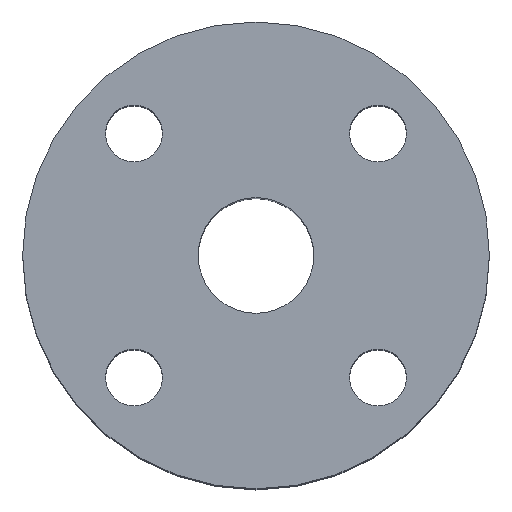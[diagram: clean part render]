
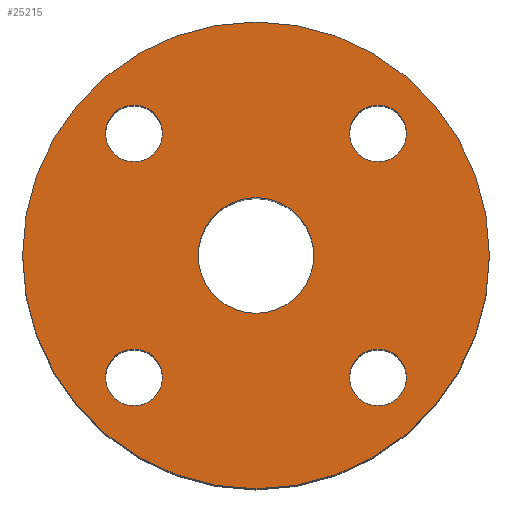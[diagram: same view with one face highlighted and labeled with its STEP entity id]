
A CAD part, top view. The second image highlights one B-rep face of the part: STEP entity #25215.
In plain terms, the highlighted planar face has unit normal (0, 0, 1).
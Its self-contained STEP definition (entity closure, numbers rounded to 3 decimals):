
#88 = FACE_BOUND ( 'NONE', #25752, .T. ) ;
#305 = CARTESIAN_POINT ( 'NONE',  ( 0., 0., 0. ) ) ;
#355 = CIRCLE ( 'NONE', #20312, 7. ) ;
#838 = CARTESIAN_POINT ( 'NONE',  ( -30.052, -30.052, 0. ) ) ;
#1127 = VERTEX_POINT ( 'NONE', #18109 ) ;
#1150 = AXIS2_PLACEMENT_3D ( 'NONE', #5942, #26491, #26932 ) ;
#1610 = CIRCLE ( 'NONE', #1150, 7. ) ;
#1800 = DIRECTION ( 'NONE',  ( 0., 1., 0. ) ) ;
#1817 = EDGE_CURVE ( 'NONE', #24506, #8275, #15460, .T. ) ;
#2026 = CARTESIAN_POINT ( 'NONE',  ( 0., 0., 0. ) ) ;
#2144 = CARTESIAN_POINT ( 'NONE',  ( 37.052, -30.052, 0. ) ) ;
#2280 = ORIENTED_EDGE ( 'NONE', *, *, #9077, .F. ) ;
#3115 = DIRECTION ( 'NONE',  ( 0., 0., 1. ) ) ;
#3348 = DIRECTION ( 'NONE',  ( 0., 0., 1. ) ) ;
#4093 = CARTESIAN_POINT ( 'NONE',  ( -23.052, 30.052, 0. ) ) ;
#4693 = DIRECTION ( 'NONE',  ( -1., 0., 0. ) ) ;
#4759 = DIRECTION ( 'NONE',  ( 0., 0., 1. ) ) ;
#4867 = EDGE_CURVE ( 'NONE', #22963, #21945, #23116, .T. ) ;
#5210 = CARTESIAN_POINT ( 'NONE',  ( 30.052, 30.052, 0. ) ) ;
#5891 = CIRCLE ( 'NONE', #26342, 14.25 ) ;
#5942 = CARTESIAN_POINT ( 'NONE',  ( 30.052, 30.052, 0. ) ) ;
#5960 = DIRECTION ( 'NONE',  ( 0., 0., 1. ) ) ;
#6067 = AXIS2_PLACEMENT_3D ( 'NONE', #838, #3348, #28496 ) ;
#6851 = VERTEX_POINT ( 'NONE', #28812 ) ;
#6891 = DIRECTION ( 'NONE',  ( 0., 0., 1. ) ) ;
#6927 = CARTESIAN_POINT ( 'NONE',  ( 0., 14.25, 0. ) ) ;
#7079 = FACE_OUTER_BOUND ( 'NONE', #23141, .T. ) ;
#7089 = DIRECTION ( 'NONE',  ( 1., 0., 0. ) ) ;
#7235 = EDGE_CURVE ( 'NONE', #1127, #8357, #355, .T. ) ;
#8214 = ORIENTED_EDGE ( 'NONE', *, *, #12674, .F. ) ;
#8275 = VERTEX_POINT ( 'NONE', #4093 ) ;
#8357 = VERTEX_POINT ( 'NONE', #21936 ) ;
#8424 = AXIS2_PLACEMENT_3D ( 'NONE', #2026, #13782, #7089 ) ;
#8612 = ORIENTED_EDGE ( 'NONE', *, *, #24409, .F. ) ;
#8634 = EDGE_CURVE ( 'NONE', #21945, #22963, #16527, .T. ) ;
#9029 = ORIENTED_EDGE ( 'NONE', *, *, #1817, .F. ) ;
#9077 = EDGE_CURVE ( 'NONE', #24163, #23081, #21273, .T. ) ;
#10523 = EDGE_LOOP ( 'NONE', ( #11795, #8214 ) ) ;
#11302 = EDGE_CURVE ( 'NONE', #27887, #6851, #19192, .T. ) ;
#11400 = FACE_BOUND ( 'NONE', #28431, .T. ) ;
#11795 = ORIENTED_EDGE ( 'NONE', *, *, #7235, .F. ) ;
#11799 = EDGE_CURVE ( 'NONE', #6851, #27887, #15850, .T. ) ;
#12495 = CARTESIAN_POINT ( 'NONE',  ( -23.052, -30.052, 0. ) ) ;
#12633 = CARTESIAN_POINT ( 'NONE',  ( -30.052, 30.052, 0. ) ) ;
#12674 = EDGE_CURVE ( 'NONE', #8357, #1127, #1610, .T. ) ;
#12770 = ORIENTED_EDGE ( 'NONE', *, *, #11302, .F. ) ;
#12917 = ORIENTED_EDGE ( 'NONE', *, *, #13974, .F. ) ;
#13782 = DIRECTION ( 'NONE',  ( 0., 0., 1. ) ) ;
#13797 = DIRECTION ( 'NONE',  ( 0., 0., 1. ) ) ;
#13974 = EDGE_CURVE ( 'NONE', #23081, #24163, #5891, .T. ) ;
#14144 = AXIS2_PLACEMENT_3D ( 'NONE', #15826, #6891, #25052 ) ;
#14286 = DIRECTION ( 'NONE',  ( 0., 0., 1. ) ) ;
#14504 = AXIS2_PLACEMENT_3D ( 'NONE', #12633, #28257, #28555 ) ;
#14637 = CIRCLE ( 'NONE', #18442, 7. ) ;
#15198 = CARTESIAN_POINT ( 'NONE',  ( -37.052, 30.052, 0. ) ) ;
#15377 = AXIS2_PLACEMENT_3D ( 'NONE', #22735, #13797, #25119 ) ;
#15460 = CIRCLE ( 'NONE', #14504, 7. ) ;
#15565 = FACE_BOUND ( 'NONE', #29265, .T. ) ;
#15785 = ORIENTED_EDGE ( 'NONE', *, *, #27991, .F. ) ;
#15826 = CARTESIAN_POINT ( 'NONE',  ( 0., 0., 0. ) ) ;
#15850 = CIRCLE ( 'NONE', #23455, 7. ) ;
#16013 = FACE_BOUND ( 'NONE', #10523, .T. ) ;
#16428 = DIRECTION ( 'NONE',  ( -1., 0., 0. ) ) ;
#16527 = CIRCLE ( 'NONE', #14144, 57.5 ) ;
#17622 = CARTESIAN_POINT ( 'NONE',  ( -37.052, -30.052, 0. ) ) ;
#17794 = VERTEX_POINT ( 'NONE', #12495 ) ;
#18109 = CARTESIAN_POINT ( 'NONE',  ( 37.052, 30.052, 0. ) ) ;
#18229 = DIRECTION ( 'NONE',  ( 0., 0., -1. ) ) ;
#18442 = AXIS2_PLACEMENT_3D ( 'NONE', #20459, #18517, #16428 ) ;
#18517 = DIRECTION ( 'NONE',  ( 0., 0., 1. ) ) ;
#18664 = CARTESIAN_POINT ( 'NONE',  ( -57.5, 0., 0. ) ) ;
#18793 = CARTESIAN_POINT ( 'NONE',  ( -14.25, 0., 0. ) ) ;
#18913 = DIRECTION ( 'NONE',  ( 1., 0., 0. ) ) ;
#19026 = ORIENTED_EDGE ( 'NONE', *, *, #11799, .F. ) ;
#19192 = CIRCLE ( 'NONE', #15377, 7. ) ;
#19574 = CARTESIAN_POINT ( 'NONE',  ( 14.25, 0., 0. ) ) ;
#20312 = AXIS2_PLACEMENT_3D ( 'NONE', #5210, #14286, #18913 ) ;
#20382 = CARTESIAN_POINT ( 'NONE',  ( 0., 0., 0. ) ) ;
#20459 = CARTESIAN_POINT ( 'NONE',  ( -30.052, -30.052, 0. ) ) ;
#20801 = CARTESIAN_POINT ( 'NONE',  ( 57.5, 0., 0. ) ) ;
#21218 = VERTEX_POINT ( 'NONE', #17622 ) ;
#21273 = CIRCLE ( 'NONE', #8424, 14.25 ) ;
#21936 = CARTESIAN_POINT ( 'NONE',  ( 23.052, 30.052, 0. ) ) ;
#21945 = VERTEX_POINT ( 'NONE', #18664 ) ;
#22155 = AXIS2_PLACEMENT_3D ( 'NONE', #20382, #27518, #29447 ) ;
#22335 = CARTESIAN_POINT ( 'NONE',  ( -30.052, 30.052, 0. ) ) ;
#22550 = FACE_BOUND ( 'NONE', #27990, .T. ) ;
#22735 = CARTESIAN_POINT ( 'NONE',  ( 30.052, -30.052, 0. ) ) ;
#22963 = VERTEX_POINT ( 'NONE', #20801 ) ;
#23081 = VERTEX_POINT ( 'NONE', #19574 ) ;
#23116 = CIRCLE ( 'NONE', #22155, 57.5 ) ;
#23141 = EDGE_LOOP ( 'NONE', ( #24983, #25516 ) ) ;
#23455 = AXIS2_PLACEMENT_3D ( 'NONE', #23497, #3115, #23652 ) ;
#23497 = CARTESIAN_POINT ( 'NONE',  ( 30.052, -30.052, 0. ) ) ;
#23509 = ORIENTED_EDGE ( 'NONE', *, *, #26992, .F. ) ;
#23602 = CIRCLE ( 'NONE', #27409, 7. ) ;
#23652 = DIRECTION ( 'NONE',  ( 0., -1., 0. ) ) ;
#24163 = VERTEX_POINT ( 'NONE', #18793 ) ;
#24409 = EDGE_CURVE ( 'NONE', #8275, #24506, #23602, .T. ) ;
#24506 = VERTEX_POINT ( 'NONE', #15198 ) ;
#24839 = DIRECTION ( 'NONE',  ( 1., 0., 0. ) ) ;
#24983 = ORIENTED_EDGE ( 'NONE', *, *, #4867, .T. ) ;
#25052 = DIRECTION ( 'NONE',  ( 1., 0., 0. ) ) ;
#25119 = DIRECTION ( 'NONE',  ( 0., -1., 0. ) ) ;
#25215 = ADVANCED_FACE ( 'NONE', ( #88, #15565, #11400, #16013, #22550, #7079 ), #29250, .F. ) ;
#25516 = ORIENTED_EDGE ( 'NONE', *, *, #8634, .T. ) ;
#25752 = EDGE_LOOP ( 'NONE', ( #12770, #19026 ) ) ;
#26342 = AXIS2_PLACEMENT_3D ( 'NONE', #305, #4759, #24839 ) ;
#26491 = DIRECTION ( 'NONE',  ( 0., 0., 1. ) ) ;
#26932 = DIRECTION ( 'NONE',  ( 1., 0., 0. ) ) ;
#26992 = EDGE_CURVE ( 'NONE', #17794, #21218, #28423, .T. ) ;
#27409 = AXIS2_PLACEMENT_3D ( 'NONE', #22335, #5960, #1800 ) ;
#27518 = DIRECTION ( 'NONE',  ( 0., 0., 1. ) ) ;
#27887 = VERTEX_POINT ( 'NONE', #2144 ) ;
#27990 = EDGE_LOOP ( 'NONE', ( #12917, #2280 ) ) ;
#27991 = EDGE_CURVE ( 'NONE', #21218, #17794, #14637, .T. ) ;
#28257 = DIRECTION ( 'NONE',  ( 0., 0., 1. ) ) ;
#28423 = CIRCLE ( 'NONE', #6067, 7. ) ;
#28431 = EDGE_LOOP ( 'NONE', ( #8612, #9029 ) ) ;
#28496 = DIRECTION ( 'NONE',  ( -1., 0., 0. ) ) ;
#28555 = DIRECTION ( 'NONE',  ( 0., 1., 0. ) ) ;
#28812 = CARTESIAN_POINT ( 'NONE',  ( 23.052, -30.052, 0. ) ) ;
#29250 = PLANE ( 'NONE',  #29322 ) ;
#29265 = EDGE_LOOP ( 'NONE', ( #23509, #15785 ) ) ;
#29322 = AXIS2_PLACEMENT_3D ( 'NONE', #6927, #18229, #4693 ) ;
#29447 = DIRECTION ( 'NONE',  ( 1., 0., 0. ) ) ;
